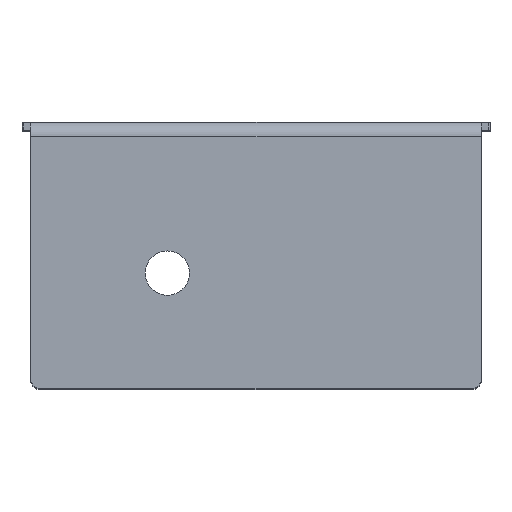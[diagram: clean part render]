
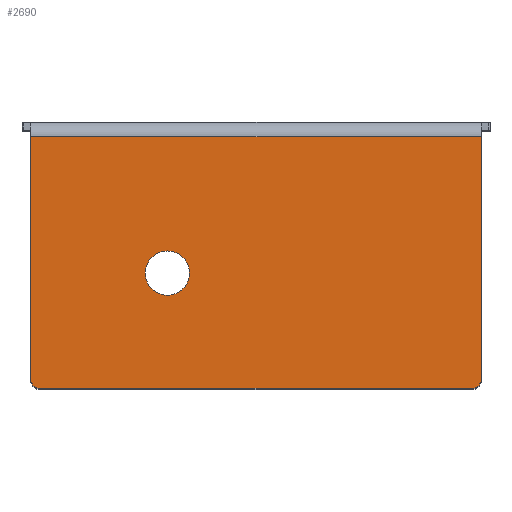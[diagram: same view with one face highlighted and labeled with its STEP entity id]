
A CAD part, top view. The second image highlights one B-rep face of the part: STEP entity #2690.
In plain terms, the highlighted planar face has unit normal (0, 0, 1).
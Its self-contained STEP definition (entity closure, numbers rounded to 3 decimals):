
#4 = DIRECTION ( 'NONE',  ( 1., 0., 0. ) ) ;
#46 = EDGE_CURVE ( 'NONE', #193, #2556, #1401, .T. ) ;
#81 = ORIENTED_EDGE ( 'NONE', *, *, #1079, .T. ) ;
#84 = LINE ( 'NONE', #1509, #2745 ) ;
#110 = VERTEX_POINT ( 'NONE', #1315 ) ;
#172 = DIRECTION ( 'NONE',  ( 0., 1., 0. ) ) ;
#181 = DIRECTION ( 'NONE',  ( 0., 1., 0. ) ) ;
#193 = VERTEX_POINT ( 'NONE', #1742 ) ;
#219 = CARTESIAN_POINT ( 'NONE',  ( 25.4, -29., 39.1 ) ) ;
#312 = CIRCLE ( 'NONE', #333, 2.5 ) ;
#323 = DIRECTION ( 'NONE',  ( 0., -1., 0. ) ) ;
#333 = AXIS2_PLACEMENT_3D ( 'NONE', #1185, #1205, #2037 ) ;
#355 = CARTESIAN_POINT ( 'NONE',  ( 0., 0., 39.1 ) ) ;
#488 = EDGE_CURVE ( 'NONE', #2030, #1807, #2022, .T. ) ;
#498 = VECTOR ( 'NONE', #2075, 1000. ) ;
#536 = VERTEX_POINT ( 'NONE', #717 ) ;
#544 = CARTESIAN_POINT ( 'NONE',  ( 24.4, -29., 39.1 ) ) ;
#565 = CARTESIAN_POINT ( 'NONE',  ( 0., -30., 39.1 ) ) ;
#630 = DIRECTION ( 'NONE',  ( 0., 0., 1. ) ) ;
#677 = EDGE_CURVE ( 'NONE', #1807, #2347, #1880, .T. ) ;
#717 = CARTESIAN_POINT ( 'NONE',  ( -12.5, -17., 39.1 ) ) ;
#805 = ORIENTED_EDGE ( 'NONE', *, *, #2108, .F. ) ;
#810 = ORIENTED_EDGE ( 'NONE', *, *, #677, .T. ) ;
#812 = DIRECTION ( 'NONE',  ( 0., 1., 0. ) ) ;
#827 = ORIENTED_EDGE ( 'NONE', *, *, #46, .T. ) ;
#913 = CARTESIAN_POINT ( 'NONE',  ( -25.4, 0., 39.1 ) ) ;
#982 = ORIENTED_EDGE ( 'NONE', *, *, #488, .T. ) ;
#1001 = DIRECTION ( 'NONE',  ( 0., 0., -1. ) ) ;
#1012 = VERTEX_POINT ( 'NONE', #2055 ) ;
#1027 = CARTESIAN_POINT ( 'NONE',  ( -24.4, -30., 39.1 ) ) ;
#1079 = EDGE_CURVE ( 'NONE', #2347, #110, #2392, .T. ) ;
#1185 = CARTESIAN_POINT ( 'NONE',  ( -10., -17., 39.1 ) ) ;
#1195 = FACE_OUTER_BOUND ( 'NONE', #1662, .T. ) ;
#1205 = DIRECTION ( 'NONE',  ( 0., 0., 1. ) ) ;
#1258 = VECTOR ( 'NONE', #323, 1000. ) ;
#1277 = DIRECTION ( 'NONE',  ( 0., 0., 1. ) ) ;
#1315 = CARTESIAN_POINT ( 'NONE',  ( 25.4, -1.637, 39.1 ) ) ;
#1401 = LINE ( 'NONE', #913, #1258 ) ;
#1467 = ORIENTED_EDGE ( 'NONE', *, *, #2331, .F. ) ;
#1471 = DIRECTION ( 'NONE',  ( 1., 0., 0. ) ) ;
#1478 = CARTESIAN_POINT ( 'NONE',  ( -24.4, -29., 39.1 ) ) ;
#1509 = CARTESIAN_POINT ( 'NONE',  ( 25.4, -1.637, 39.1 ) ) ;
#1528 = EDGE_LOOP ( 'NONE', ( #805, #2746 ) ) ;
#1652 = PLANE ( 'NONE',  #1827 ) ;
#1662 = EDGE_LOOP ( 'NONE', ( #827, #1938, #982, #810, #81, #1467 ) ) ;
#1663 = AXIS2_PLACEMENT_3D ( 'NONE', #544, #1845, #2269 ) ;
#1711 = CARTESIAN_POINT ( 'NONE',  ( -10., -17., 39.1 ) ) ;
#1742 = CARTESIAN_POINT ( 'NONE',  ( -25.4, -1.637, 39.1 ) ) ;
#1769 = AXIS2_PLACEMENT_3D ( 'NONE', #1711, #630, #1471 ) ;
#1807 = VERTEX_POINT ( 'NONE', #2625 ) ;
#1815 = VECTOR ( 'NONE', #172, 1000. ) ;
#1818 = CARTESIAN_POINT ( 'NONE',  ( -25.4, -29., 39.1 ) ) ;
#1827 = AXIS2_PLACEMENT_3D ( 'NONE', #355, #1001, #812 ) ;
#1845 = DIRECTION ( 'NONE',  ( 0., 0., 1. ) ) ;
#1861 = CIRCLE ( 'NONE', #1769, 2.5 ) ;
#1880 = CIRCLE ( 'NONE', #1663, 1. ) ;
#1903 = CARTESIAN_POINT ( 'NONE',  ( 25.4, 0., 39.1 ) ) ;
#1938 = ORIENTED_EDGE ( 'NONE', *, *, #2193, .T. ) ;
#2022 = LINE ( 'NONE', #565, #498 ) ;
#2030 = VERTEX_POINT ( 'NONE', #1027 ) ;
#2037 = DIRECTION ( 'NONE',  ( 1., 0., 0. ) ) ;
#2055 = CARTESIAN_POINT ( 'NONE',  ( -7.5, -17., 39.1 ) ) ;
#2075 = DIRECTION ( 'NONE',  ( 1., 0., 0. ) ) ;
#2108 = EDGE_CURVE ( 'NONE', #1012, #536, #1861, .T. ) ;
#2193 = EDGE_CURVE ( 'NONE', #2556, #2030, #2514, .T. ) ;
#2237 = FACE_BOUND ( 'NONE', #1528, .T. ) ;
#2269 = DIRECTION ( 'NONE',  ( 0., 1., 0. ) ) ;
#2320 = AXIS2_PLACEMENT_3D ( 'NONE', #1478, #1277, #181 ) ;
#2331 = EDGE_CURVE ( 'NONE', #193, #110, #84, .T. ) ;
#2347 = VERTEX_POINT ( 'NONE', #219 ) ;
#2392 = LINE ( 'NONE', #1903, #1815 ) ;
#2514 = CIRCLE ( 'NONE', #2320, 1. ) ;
#2556 = VERTEX_POINT ( 'NONE', #1818 ) ;
#2577 = EDGE_CURVE ( 'NONE', #536, #1012, #312, .T. ) ;
#2625 = CARTESIAN_POINT ( 'NONE',  ( 24.4, -30., 39.1 ) ) ;
#2690 = ADVANCED_FACE ( 'NONE', ( #2237, #1195 ), #1652, .F. ) ;
#2745 = VECTOR ( 'NONE', #4, 1000. ) ;
#2746 = ORIENTED_EDGE ( 'NONE', *, *, #2577, .F. ) ;
